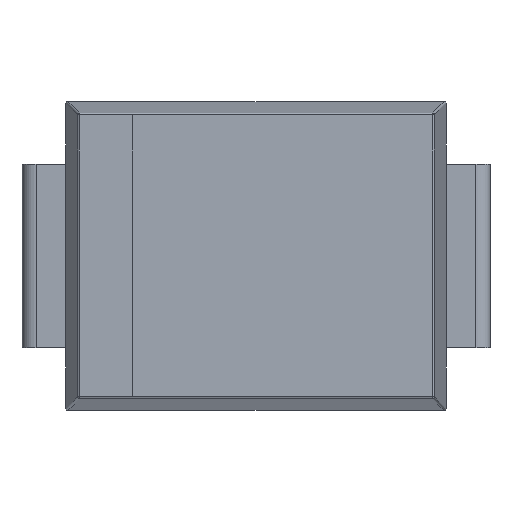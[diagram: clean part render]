
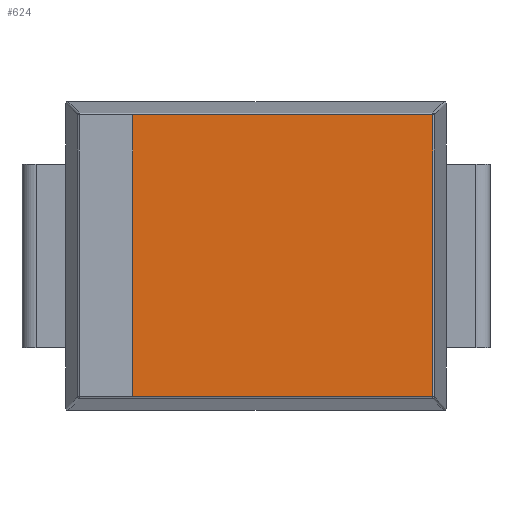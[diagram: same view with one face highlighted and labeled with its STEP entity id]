
A CAD part, top view. The second image highlights one B-rep face of the part: STEP entity #624.
In plain terms, the highlighted planar face has unit normal (0, 0, 1).
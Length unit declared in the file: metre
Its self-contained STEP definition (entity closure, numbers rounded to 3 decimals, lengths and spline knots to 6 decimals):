
#370 = EDGE_CURVE( '', #937, #938, #939, .T. );
#384 = EDGE_CURVE( '', #823, #937, #959, .T. );
#390 = EDGE_CURVE( '', #938, #966, #967, .T. );
#622 = EDGE_CURVE( '', #966, #823, #1268, .T. );
#624 = ADVANCED_FACE( '', ( #1270 ), #1271, .T. );
#823 = VERTEX_POINT( '', #1500 );
#937 = VERTEX_POINT( '', #1656 );
#938 = VERTEX_POINT( '', #1657 );
#939 = LINE( '', #1658, #1659 );
#959 = LINE( '', #1685, #1686 );
#966 = VERTEX_POINT( '', #1698 );
#967 = LINE( '', #1699, #1700 );
#1268 = LINE( '', #2135, #2136 );
#1270 = FACE_OUTER_BOUND( '', #2138, .T. );
#1271 = PLANE( '', #2139 );
#1500 = CARTESIAN_POINT( '', ( -0.001886, -0.001506, 0.002 ) );
#1656 = CARTESIAN_POINT( '', ( -0.001886, 0.001506, 0.002 ) );
#1657 = CARTESIAN_POINT( '', ( 0.001886, 0.001506, 0.002 ) );
#1658 = CARTESIAN_POINT( '', ( 0.000508, 0.001506, 0.002 ) );
#1659 = VECTOR( '', #2528, 1. );
#1685 = CARTESIAN_POINT( '', ( -0.001886, 0.000413, 0.002 ) );
#1686 = VECTOR( '', #2558, 1. );
#1698 = CARTESIAN_POINT( '', ( 0.001886, -0.001506, 0.002 ) );
#1699 = CARTESIAN_POINT( '', ( 0.001886, -0.000413, 0.002 ) );
#1700 = VECTOR( '', #2561, 1. );
#2135 = CARTESIAN_POINT( '', ( -0.000508, -0.001506, 0.002 ) );
#2136 = VECTOR( '', #2995, 1. );
#2138 = EDGE_LOOP( '', ( #2997, #2998, #2999, #3000 ) );
#2139 = AXIS2_PLACEMENT_3D( '', #3001, #3002, #3003 );
#2528 = DIRECTION( '', ( 1., 0., 0. ) );
#2558 = DIRECTION( '', ( 0., 1., 0. ) );
#2561 = DIRECTION( '', ( 0., -1., 0. ) );
#2995 = DIRECTION( '', ( -1., 0., 0. ) );
#2997 = ORIENTED_EDGE( '', *, *, #390, .F. );
#2998 = ORIENTED_EDGE( '', *, *, #370, .F. );
#2999 = ORIENTED_EDGE( '', *, *, #384, .F. );
#3000 = ORIENTED_EDGE( '', *, *, #622, .F. );
#3001 = CARTESIAN_POINT( '', ( 0., 0., 0.002 ) );
#3002 = DIRECTION( '', ( 0., 0., 1. ) );
#3003 = DIRECTION( '', ( 1., 0., 0. ) );
